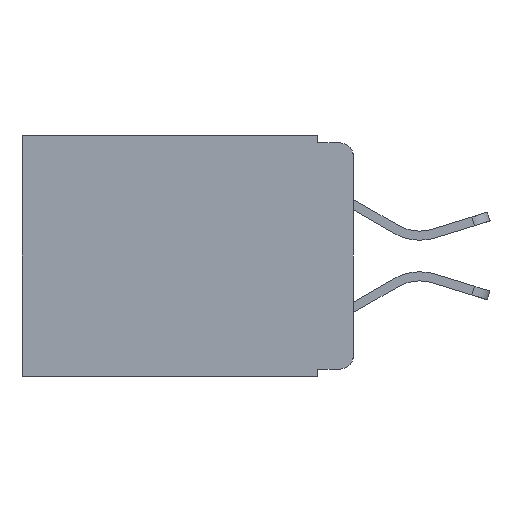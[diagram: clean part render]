
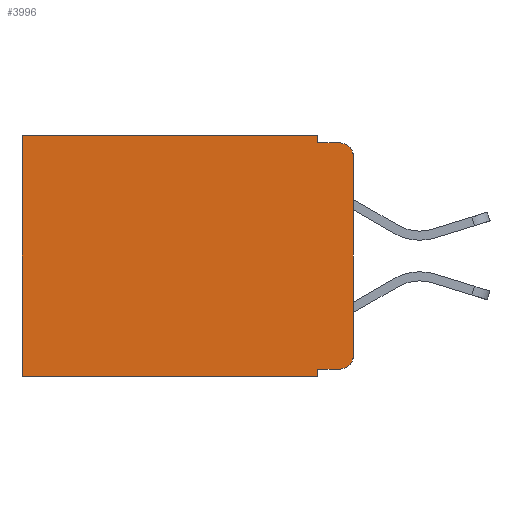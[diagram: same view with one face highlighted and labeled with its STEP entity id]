
A CAD part, left-side view. The second image highlights one B-rep face of the part: STEP entity #3996.
In plain terms, the highlighted planar face has unit normal (-1, 0, 0).
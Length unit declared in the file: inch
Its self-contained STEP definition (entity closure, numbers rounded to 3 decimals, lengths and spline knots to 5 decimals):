
#268 = CARTESIAN_POINT ( 'NONE',  ( 0.298, 0.473, -0.343 ) ) ;
#291 = ORIENTED_EDGE ( 'NONE', *, *, #7908, .T. ) ;
#358 = CARTESIAN_POINT ( 'NONE',  ( 0.298, 0., -0.343 ) ) ;
#630 = AXIS2_PLACEMENT_3D ( 'NONE', #4110, #8579, #4920 ) ;
#697 = AXIS2_PLACEMENT_3D ( 'NONE', #7872, #3904, #8408 ) ;
#734 = AXIS2_PLACEMENT_3D ( 'NONE', #6976, #7028, #7113 ) ;
#1096 = VERTEX_POINT ( 'NONE', #4484 ) ;
#1108 = VERTEX_POINT ( 'NONE', #3041 ) ;
#1267 = LINE ( 'NONE', #9060, #5476 ) ;
#1364 = LINE ( 'NONE', #3061, #8708 ) ;
#1494 = EDGE_LOOP ( 'NONE', ( #7004, #2306, #2243, #3426, #6118, #5152, #6283, #8305, #291, #4354 ) ) ;
#1675 = VECTOR ( 'NONE', #5442, 39.37008 ) ;
#1811 = VECTOR ( 'NONE', #4851, 39.37008 ) ;
#1939 = CARTESIAN_POINT ( 'NONE',  ( 0.298, 0.051, -0.333 ) ) ;
#1998 = VERTEX_POINT ( 'NONE', #3352 ) ;
#2243 = ORIENTED_EDGE ( 'NONE', *, *, #8060, .F. ) ;
#2306 = ORIENTED_EDGE ( 'NONE', *, *, #8048, .T. ) ;
#2790 = CARTESIAN_POINT ( 'NONE',  ( 0.298, 0., -0.313 ) ) ;
#2838 = DIRECTION ( 'NONE',  ( 0., -1., 0. ) ) ;
#3021 = CARTESIAN_POINT ( 'NONE',  ( 0.298, 0.051, -0.01 ) ) ;
#3041 = CARTESIAN_POINT ( 'NONE',  ( 0.298, 0.02, -0.333 ) ) ;
#3061 = CARTESIAN_POINT ( 'NONE',  ( 0.298, 0.051, -0.01 ) ) ;
#3065 = CARTESIAN_POINT ( 'NONE',  ( 0.298, 0.02, -0.01 ) ) ;
#3250 = CARTESIAN_POINT ( 'NONE',  ( 0.298, 0.051, 0. ) ) ;
#3352 = CARTESIAN_POINT ( 'NONE',  ( 0.298, 0.051, -0.343 ) ) ;
#3426 = ORIENTED_EDGE ( 'NONE', *, *, #8167, .F. ) ;
#3500 = VERTEX_POINT ( 'NONE', #5069 ) ;
#3617 = VECTOR ( 'NONE', #2838, 39.37008 ) ;
#3904 = DIRECTION ( 'NONE',  ( -1., 0., 0. ) ) ;
#3996 = ADVANCED_FACE ( 'NONE', ( #4836 ), #6393, .F. ) ;
#3999 = CIRCLE ( 'NONE', #697, 0.02 ) ;
#4006 = DIRECTION ( 'NONE',  ( 0., 1., 0. ) ) ;
#4110 = CARTESIAN_POINT ( 'NONE',  ( 0.298, 0.02, -0.313 ) ) ;
#4143 = LINE ( 'NONE', #1939, #3617 ) ;
#4354 = ORIENTED_EDGE ( 'NONE', *, *, #8177, .T. ) ;
#4484 = CARTESIAN_POINT ( 'NONE',  ( 0.298, 0.473, 0. ) ) ;
#4639 = VECTOR ( 'NONE', #6866, 39.37008 ) ;
#4693 = CARTESIAN_POINT ( 'NONE',  ( 0.298, 0., 0. ) ) ;
#4709 = VERTEX_POINT ( 'NONE', #2790 ) ;
#4836 = FACE_OUTER_BOUND ( 'NONE', #1494, .T. ) ;
#4851 = DIRECTION ( 'NONE',  ( 0., 0., -1. ) ) ;
#4920 = DIRECTION ( 'NONE',  ( 0., 0., -1. ) ) ;
#5069 = CARTESIAN_POINT ( 'NONE',  ( 0.298, 0., -0.03 ) ) ;
#5112 = CARTESIAN_POINT ( 'NONE',  ( 0.298, 0.051, 0. ) ) ;
#5152 = ORIENTED_EDGE ( 'NONE', *, *, #8175, .T. ) ;
#5239 = VERTEX_POINT ( 'NONE', #3021 ) ;
#5352 = VERTEX_POINT ( 'NONE', #268 ) ;
#5442 = DIRECTION ( 'NONE',  ( 0., 0., -1. ) ) ;
#5476 = VECTOR ( 'NONE', #4006, 39.37008 ) ;
#5567 = VECTOR ( 'NONE', #8970, 39.37008 ) ;
#5731 = VERTEX_POINT ( 'NONE', #8800 ) ;
#5799 = LINE ( 'NONE', #358, #5567 ) ;
#6098 = LINE ( 'NONE', #3250, #1811 ) ;
#6118 = ORIENTED_EDGE ( 'NONE', *, *, #7566, .T. ) ;
#6199 = LINE ( 'NONE', #4693, #1675 ) ;
#6282 = CARTESIAN_POINT ( 'NONE',  ( 0.298, 0.473, 0. ) ) ;
#6283 = ORIENTED_EDGE ( 'NONE', *, *, #8068, .F. ) ;
#6393 = PLANE ( 'NONE',  #734 ) ;
#6866 = DIRECTION ( 'NONE',  ( 0., 0., -1. ) ) ;
#6919 = DIRECTION ( 'NONE',  ( 0., 0., -1. ) ) ;
#6976 = CARTESIAN_POINT ( 'NONE',  ( 0.298, 0., 0. ) ) ;
#7004 = ORIENTED_EDGE ( 'NONE', *, *, #8032, .F. ) ;
#7028 = DIRECTION ( 'NONE',  ( 1., 0., 0. ) ) ;
#7070 = LINE ( 'NONE', #7924, #4639 ) ;
#7113 = DIRECTION ( 'NONE',  ( 0., 0., -1. ) ) ;
#7479 = VECTOR ( 'NONE', #6919, 39.37008 ) ;
#7493 = VERTEX_POINT ( 'NONE', #3065 ) ;
#7566 = EDGE_CURVE ( 'NONE', #8327, #1096, #1267, .T. ) ;
#7872 = CARTESIAN_POINT ( 'NONE',  ( 0.298, 0.02, -0.03 ) ) ;
#7908 = EDGE_CURVE ( 'NONE', #5731, #1108, #4143, .T. ) ;
#7924 = CARTESIAN_POINT ( 'NONE',  ( 0.298, 0.051, 0. ) ) ;
#8032 = EDGE_CURVE ( 'NONE', #3500, #4709, #6199, .T. ) ;
#8048 = EDGE_CURVE ( 'NONE', #3500, #7493, #3999, .T. ) ;
#8060 = EDGE_CURVE ( 'NONE', #5239, #7493, #1364, .T. ) ;
#8068 = EDGE_CURVE ( 'NONE', #1998, #5352, #5799, .T. ) ;
#8144 = EDGE_CURVE ( 'NONE', #5731, #1998, #7070, .T. ) ;
#8167 = EDGE_CURVE ( 'NONE', #8327, #5239, #6098, .T. ) ;
#8175 = EDGE_CURVE ( 'NONE', #1096, #5352, #9113, .T. ) ;
#8177 = EDGE_CURVE ( 'NONE', #1108, #4709, #8960, .T. ) ;
#8305 = ORIENTED_EDGE ( 'NONE', *, *, #8144, .F. ) ;
#8327 = VERTEX_POINT ( 'NONE', #5112 ) ;
#8408 = DIRECTION ( 'NONE',  ( 0., 0., -1. ) ) ;
#8579 = DIRECTION ( 'NONE',  ( -1., 0., 0. ) ) ;
#8708 = VECTOR ( 'NONE', #8996, 39.37008 ) ;
#8800 = CARTESIAN_POINT ( 'NONE',  ( 0.298, 0.051, -0.333 ) ) ;
#8960 = CIRCLE ( 'NONE', #630, 0.02 ) ;
#8970 = DIRECTION ( 'NONE',  ( 0., 1., 0. ) ) ;
#8996 = DIRECTION ( 'NONE',  ( 0., -1., 0. ) ) ;
#9060 = CARTESIAN_POINT ( 'NONE',  ( 0.298, 0., 0. ) ) ;
#9113 = LINE ( 'NONE', #6282, #7479 ) ;
